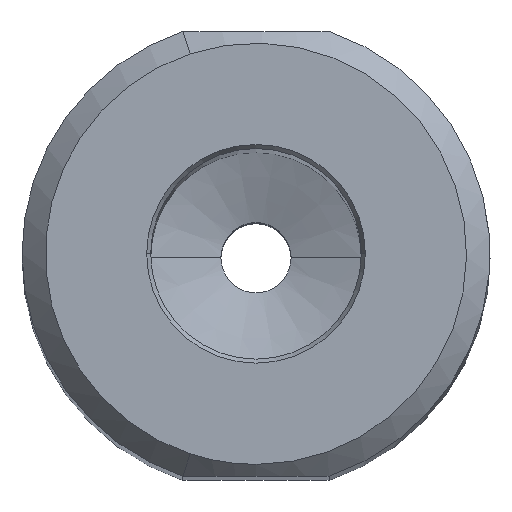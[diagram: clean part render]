
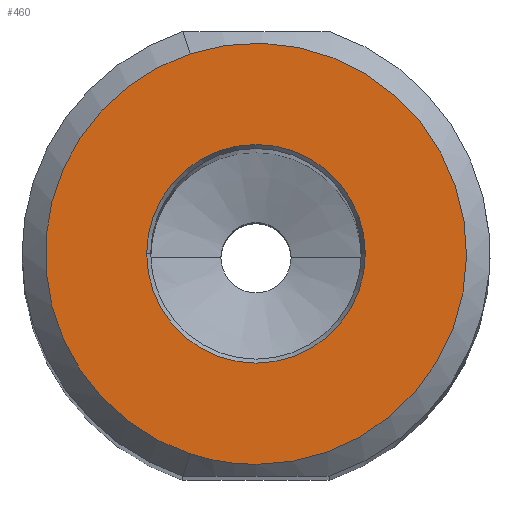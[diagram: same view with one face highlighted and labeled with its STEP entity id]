
A CAD part, top view. The second image highlights one B-rep face of the part: STEP entity #460.
In plain terms, the highlighted planar face has unit normal (0, 0, 1).
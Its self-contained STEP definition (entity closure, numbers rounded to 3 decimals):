
#460=ADVANCED_FACE('',(#569,#570),#528,.T.);
#528=PLANE('',#1695);
#569=FACE_BOUND('',#612,.T.);
#570=FACE_BOUND('',#613,.T.);
#612=EDGE_LOOP('',(#827,#828,#829));
#613=EDGE_LOOP('',(#830,#831));
#827=ORIENTED_EDGE('',*,*,#1273,.F.);
#828=ORIENTED_EDGE('',*,*,#1271,.F.);
#829=ORIENTED_EDGE('',*,*,#1270,.F.);
#830=ORIENTED_EDGE('',*,*,#1319,.F.);
#831=ORIENTED_EDGE('',*,*,#1320,.F.);
#1129=VERTEX_POINT('',#2518);
#1130=VERTEX_POINT('',#2520);
#1131=VERTEX_POINT('',#2522);
#1161=VERTEX_POINT('',#2799);
#1162=VERTEX_POINT('',#2801);
#1270=EDGE_CURVE('',#1129,#1130,#1461,.T.);
#1271=EDGE_CURVE('',#1130,#1131,#1462,.T.);
#1273=EDGE_CURVE('',#1131,#1129,#1463,.T.);
#1319=EDGE_CURVE('',#1162,#1161,#1481,.T.);
#1320=EDGE_CURVE('',#1161,#1162,#1482,.T.);
#1461=CIRCLE('',#1657,9.);
#1462=CIRCLE('',#1658,9.);
#1463=CIRCLE('',#1660,9.);
#1481=CIRCLE('',#1692,4.673);
#1482=CIRCLE('',#1694,4.673);
#1657=AXIS2_PLACEMENT_3D('',#2519,#1898,#1899);
#1658=AXIS2_PLACEMENT_3D('',#2521,#1900,#1901);
#1660=AXIS2_PLACEMENT_3D('',#2525,#1905,#1906);
#1692=AXIS2_PLACEMENT_3D('',#2802,#1983,#1984);
#1694=AXIS2_PLACEMENT_3D('',#2804,#1987,#1988);
#1695=AXIS2_PLACEMENT_3D('',#2805,#1989,#1990);
#1898=DIRECTION('',(0.,0.,-1.));
#1899=DIRECTION('',(-0.312,0.95,0.));
#1900=DIRECTION('',(0.,0.,-1.));
#1901=DIRECTION('',(0.,-1.,0.));
#1905=DIRECTION('',(0.,0.,-1.));
#1906=DIRECTION('',(-0.312,-0.95,0.));
#1983=DIRECTION('',(0.,0.,1.));
#1984=DIRECTION('',(1.,0.,0.));
#1987=DIRECTION('',(0.,0.,1.));
#1988=DIRECTION('',(-1.,0.,0.));
#1989=DIRECTION('',(0.,0.,1.));
#1990=DIRECTION('',(1.,0.,0.));
#2518=CARTESIAN_POINT('',(-2.81,8.55,0.));
#2519=CARTESIAN_POINT('',(0.,0.,0.));
#2520=CARTESIAN_POINT('',(0.,-9.,0.));
#2521=CARTESIAN_POINT('',(0.,0.,0.));
#2522=CARTESIAN_POINT('',(-2.81,-8.55,0.));
#2525=CARTESIAN_POINT('',(0.,0.,0.));
#2799=CARTESIAN_POINT('',(-4.673,0.,0.));
#2801=CARTESIAN_POINT('',(4.673,0.,0.));
#2802=CARTESIAN_POINT('',(0.,0.,0.));
#2804=CARTESIAN_POINT('',(0.,0.,0.));
#2805=CARTESIAN_POINT('',(-0.004,0.005,0.));
